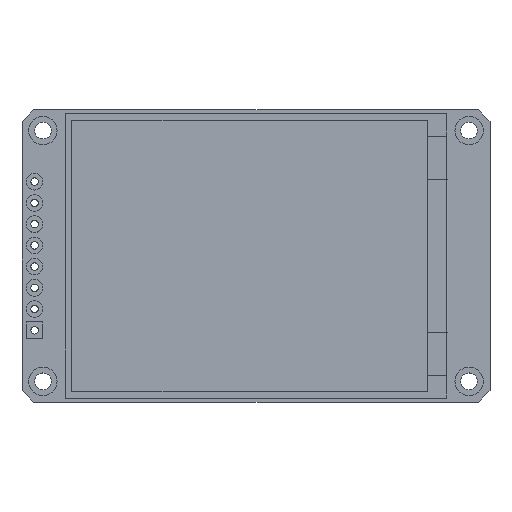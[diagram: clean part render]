
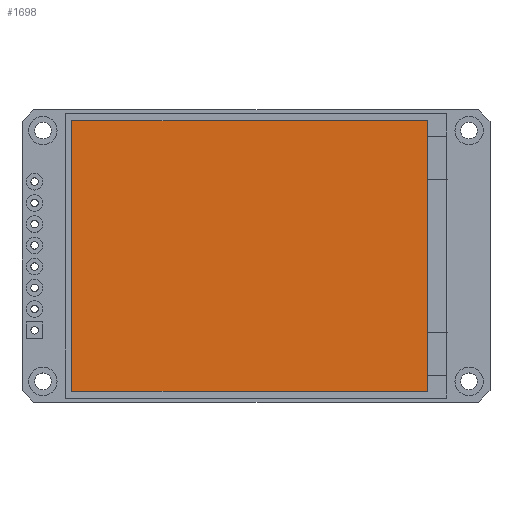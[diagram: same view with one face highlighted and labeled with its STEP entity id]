
A CAD part, top view. The second image highlights one B-rep face of the part: STEP entity #1698.
In plain terms, the highlighted planar face has unit normal (0, 0, 1).
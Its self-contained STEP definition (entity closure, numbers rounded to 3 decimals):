
#98=PLANE('',#1872);
#182=FACE_OUTER_BOUND('',#307,.T.);
#307=EDGE_LOOP('',(#1349,#1350,#1351,#1352));
#456=LINE('',#2748,#593);
#457=LINE('',#2750,#594);
#458=LINE('',#2752,#595);
#459=LINE('',#2753,#596);
#593=VECTOR('',#2261,10.);
#594=VECTOR('',#2262,10.);
#595=VECTOR('',#2263,10.);
#596=VECTOR('',#2264,10.);
#829=VERTEX_POINT('',#2746);
#830=VERTEX_POINT('',#2747);
#831=VERTEX_POINT('',#2749);
#832=VERTEX_POINT('',#2751);
#1020=EDGE_CURVE('',#829,#830,#456,.T.);
#1021=EDGE_CURVE('',#830,#831,#457,.T.);
#1022=EDGE_CURVE('',#831,#832,#458,.T.);
#1023=EDGE_CURVE('',#832,#829,#459,.T.);
#1349=ORIENTED_EDGE('',*,*,#1020,.T.);
#1350=ORIENTED_EDGE('',*,*,#1021,.T.);
#1351=ORIENTED_EDGE('',*,*,#1022,.T.);
#1352=ORIENTED_EDGE('',*,*,#1023,.T.);
#1698=ADVANCED_FACE('',(#182),#98,.T.);
#1872=AXIS2_PLACEMENT_3D('',#2745,#2259,#2260);
#2259=DIRECTION('center_axis',(0.,0.,1.));
#2260=DIRECTION('ref_axis',(1.,0.,0.));
#2261=DIRECTION('',(0.,1.,0.));
#2262=DIRECTION('',(-1.,0.,0.));
#2263=DIRECTION('',(0.,-1.,0.));
#2264=DIRECTION('',(1.,0.,0.));
#2745=CARTESIAN_POINT('Origin',(-27.641,17.5,4.15));
#2746=CARTESIAN_POINT('',(-7.53,1.33,4.15));
#2747=CARTESIAN_POINT('',(-7.53,33.67,4.15));
#2748=CARTESIAN_POINT('',(-7.53,0.5,4.15));
#2749=CARTESIAN_POINT('',(-50.02,33.67,4.15));
#2750=CARTESIAN_POINT('',(-7.53,33.67,4.15));
#2751=CARTESIAN_POINT('',(-50.02,1.33,4.15));
#2752=CARTESIAN_POINT('',(-50.02,34.5,4.15));
#2753=CARTESIAN_POINT('',(-50.85,1.33,4.15));
